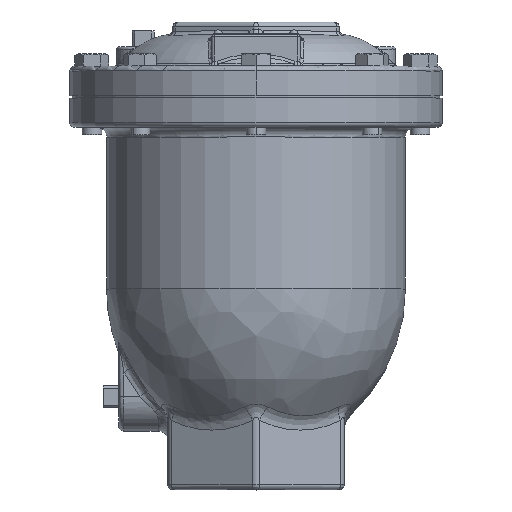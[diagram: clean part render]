
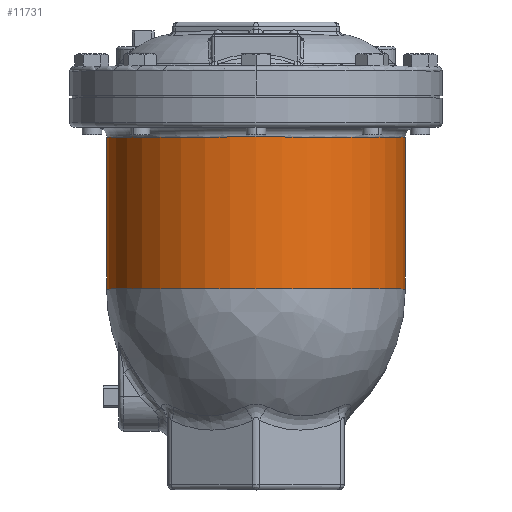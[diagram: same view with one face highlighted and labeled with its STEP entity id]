
A CAD part, top view. The second image highlights one B-rep face of the part: STEP entity #11731.
In plain terms, the highlighted cylindrical face has radius 96.838 mm (diameter 193.675 mm), a partial arc.
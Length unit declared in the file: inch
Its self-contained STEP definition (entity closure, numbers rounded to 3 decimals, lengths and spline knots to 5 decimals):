
#2014=CARTESIAN_POINT('',(0.,9.,0.));
#2015=DIRECTION('',(0.,-1.,0.));
#2016=DIRECTION('',(1.,0.,0.));
#2017=AXIS2_PLACEMENT_3D('',#2014,#2015,#2016);
#2096=DIRECTION('',(0.,1.,0.));
#2097=VECTOR('',#2096,3.875);
#2098=CARTESIAN_POINT('',(3.8125,5.125,0.));
#2099=LINE('',#2098,#2097);
#2100=CARTESIAN_POINT('',(0.,5.125,0.));
#2101=DIRECTION('',(0.,-1.,0.));
#2102=DIRECTION('',(1.,0.,0.));
#2103=AXIS2_PLACEMENT_3D('',#2100,#2101,#2102);
#2105=DIRECTION('',(0.,1.,0.));
#2106=VECTOR('',#2105,3.875);
#2107=CARTESIAN_POINT('',(-3.8125,5.125,0.));
#2108=LINE('',#2107,#2106);
#10439=CARTESIAN_POINT('',(3.8125,5.125,0.));
#10440=CARTESIAN_POINT('',(3.8125,9.,0.));
#10441=VERTEX_POINT('',#10439);
#10442=VERTEX_POINT('',#10440);
#10443=CARTESIAN_POINT('',(-3.8125,5.125,0.));
#10444=CARTESIAN_POINT('',(-3.8125,9.,0.));
#10445=VERTEX_POINT('',#10443);
#10446=VERTEX_POINT('',#10444);
#11717=CARTESIAN_POINT('',(0.,0.26363,0.));
#11718=DIRECTION('',(0.,1.,0.));
#11719=DIRECTION('',(1.,0.,0.));
#11720=AXIS2_PLACEMENT_3D('',#11717,#11718,#11719);
#11721=CYLINDRICAL_SURFACE('',#11720,3.8125);
#11723=ORIENTED_EDGE('',*,*,#11722,.F.);
#11725=ORIENTED_EDGE('',*,*,#11724,.T.);
#11727=ORIENTED_EDGE('',*,*,#11726,.T.);
#11728=ORIENTED_EDGE('',*,*,#11551,.F.);
#11729=EDGE_LOOP('',(#11723,#11725,#11727,#11728));
#11730=FACE_OUTER_BOUND('',#11729,.F.);
#2018=CIRCLE('',#2017,3.8125);
#2104=CIRCLE('',#2103,3.8125);
#11551=EDGE_CURVE('',#10442,#10446,#2018,.T.);
#11722=EDGE_CURVE('',#10441,#10442,#2099,.T.);
#11724=EDGE_CURVE('',#10441,#10445,#2104,.T.);
#11726=EDGE_CURVE('',#10445,#10446,#2108,.T.);
#11731=ADVANCED_FACE('',(#11730),#11721,.T.);
